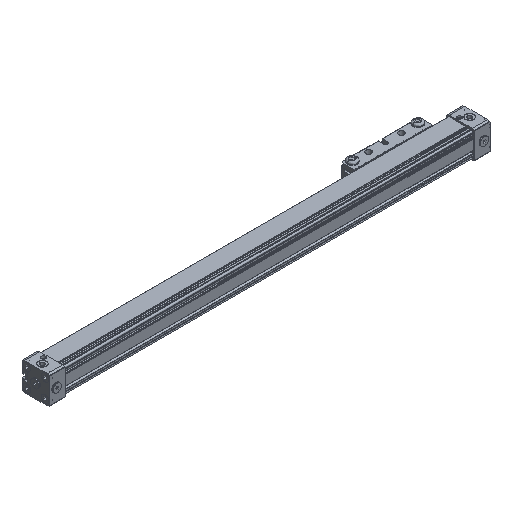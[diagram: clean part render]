
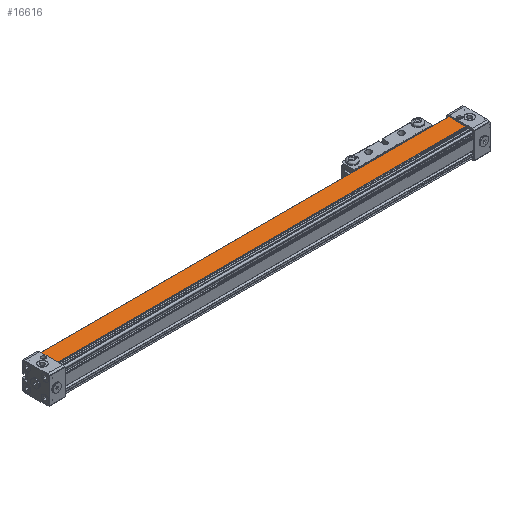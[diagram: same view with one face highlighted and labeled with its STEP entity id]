
A CAD part, isometric view. The second image highlights one B-rep face of the part: STEP entity #16616.
In plain terms, the highlighted planar face has unit normal (0, 0, 1).
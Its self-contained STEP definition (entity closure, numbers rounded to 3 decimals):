
#19 = LINE ( 'NONE', #7860, #15406 ) ;
#500 = CARTESIAN_POINT ( 'NONE',  ( 50., 10.381, 11.95 ) ) ;
#1281 = EDGE_CURVE ( 'NONE', #14704, #15294, #19, .T. ) ;
#2243 = DIRECTION ( 'NONE',  ( -1., 0., 0. ) ) ;
#4174 = LINE ( 'NONE', #19819, #6631 ) ;
#5079 = EDGE_LOOP ( 'NONE', ( #9782, #15461, #10760, #24121 ) ) ;
#5337 = DIRECTION ( 'NONE',  ( -1., 0., 0. ) ) ;
#6631 = VECTOR ( 'NONE', #2243, 1000. ) ;
#7272 = FACE_OUTER_BOUND ( 'NONE', #5079, .T. ) ;
#7593 = CARTESIAN_POINT ( 'NONE',  ( -350., -6.089, 11.95 ) ) ;
#7860 = CARTESIAN_POINT ( 'NONE',  ( 50., -10.576, 11.95 ) ) ;
#9426 = VERTEX_POINT ( 'NONE', #16593 ) ;
#9782 = ORIENTED_EDGE ( 'NONE', *, *, #12775, .F. ) ;
#10760 = ORIENTED_EDGE ( 'NONE', *, *, #17287, .F. ) ;
#10908 = LINE ( 'NONE', #15129, #13139 ) ;
#11756 = CARTESIAN_POINT ( 'NONE',  ( 50., 10.381, 11.95 ) ) ;
#12775 = EDGE_CURVE ( 'NONE', #15294, #15957, #4174, .T. ) ;
#13139 = VECTOR ( 'NONE', #16925, 1000. ) ;
#13242 = LINE ( 'NONE', #7593, #14110 ) ;
#13488 = DIRECTION ( 'NONE',  ( 0., -1., 0. ) ) ;
#13670 = PLANE ( 'NONE',  #25401 ) ;
#14110 = VECTOR ( 'NONE', #13488, 1000. ) ;
#14704 = VERTEX_POINT ( 'NONE', #500 ) ;
#15129 = CARTESIAN_POINT ( 'NONE',  ( 50., 10.381, 11.95 ) ) ;
#15294 = VERTEX_POINT ( 'NONE', #25055 ) ;
#15406 = VECTOR ( 'NONE', #23527, 1000. ) ;
#15461 = ORIENTED_EDGE ( 'NONE', *, *, #1281, .F. ) ;
#15957 = VERTEX_POINT ( 'NONE', #16030 ) ;
#16030 = CARTESIAN_POINT ( 'NONE',  ( -350., -6.089, 11.95 ) ) ;
#16593 = CARTESIAN_POINT ( 'NONE',  ( -350., 10.381, 11.95 ) ) ;
#16616 = ADVANCED_FACE ( 'NONE', ( #7272 ), #13670, .F. ) ;
#16925 = DIRECTION ( 'NONE',  ( 1., 0., 0. ) ) ;
#17287 = EDGE_CURVE ( 'NONE', #9426, #14704, #10908, .T. ) ;
#19187 = DIRECTION ( 'NONE',  ( 0., 0., -1. ) ) ;
#19819 = CARTESIAN_POINT ( 'NONE',  ( 50., -6.089, 11.95 ) ) ;
#20873 = EDGE_CURVE ( 'NONE', #9426, #15957, #13242, .T. ) ;
#23527 = DIRECTION ( 'NONE',  ( 0., -1., 0. ) ) ;
#24121 = ORIENTED_EDGE ( 'NONE', *, *, #20873, .T. ) ;
#25055 = CARTESIAN_POINT ( 'NONE',  ( 50., -6.089, 11.95 ) ) ;
#25401 = AXIS2_PLACEMENT_3D ( 'NONE', #11756, #19187, #5337 ) ;
